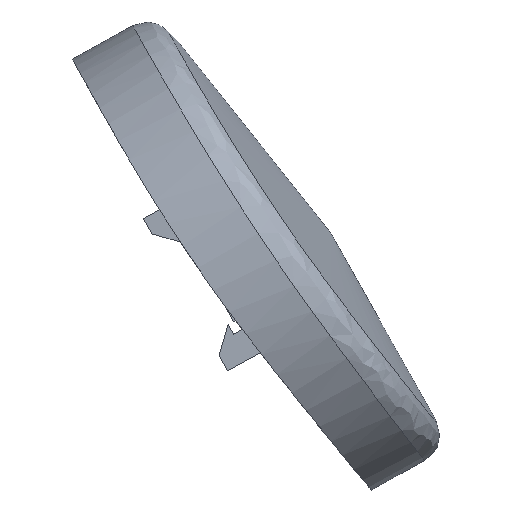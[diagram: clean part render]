
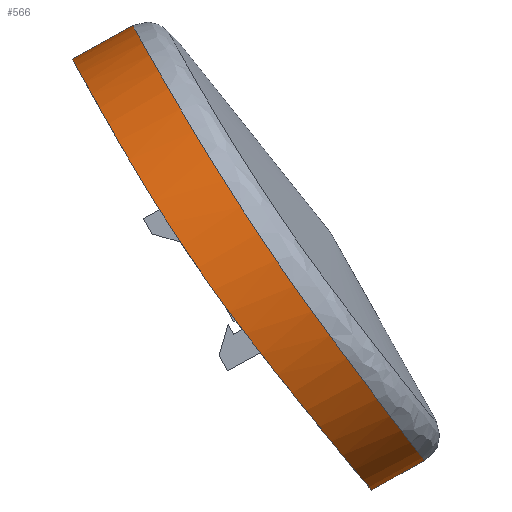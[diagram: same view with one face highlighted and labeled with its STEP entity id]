
A CAD part, left-side view. The second image highlights one B-rep face of the part: STEP entity #566.
In plain terms, the highlighted cylindrical face has radius 9 mm (diameter 18 mm), a full revolution.
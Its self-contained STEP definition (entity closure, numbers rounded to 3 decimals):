
#15=CYLINDRICAL_SURFACE('',#611,9.);
#68=LINE('',#1231,#120);
#120=VECTOR('',#721,9.);
#181=FACE_OUTER_BOUND('',#217,.T.);
#217=EDGE_LOOP('',(#517,#518,#519,#520,#521,#522));
#241=B_SPLINE_CURVE_WITH_KNOTS('',3,(#1155,#1156,#1157,#1158,#1159,#1160,
#1161),.UNSPECIFIED.,.F.,.F.,(4,1,2,4),(0.,4.989,9.977,
10.663),.UNSPECIFIED.);
#242=B_SPLINE_CURVE_WITH_KNOTS('',3,(#1162,#1163,#1164,#1165,#1166,#1167,
#1168,#1169,#1170,#1171,#1172,#1173,#1174,#1175,#1176,#1177,#1178,#1179,
#1180,#1181,#1182),.UNSPECIFIED.,.F.,.F.,(4,1,2,2,2,1,2,1,2,2,2,4),(10.663,
15.728,21.479,24.839,28.199,33.95,
39.701,45.263,50.825,53.251,55.677,
56.824),.UNSPECIFIED.);
#243=B_SPLINE_CURVE_WITH_KNOTS('',3,(#1186,#1187,#1188,#1189,#1190,#1191,
#1192,#1193),.UNSPECIFIED.,.F.,.F.,(4,2,2,4),(-52.28,-51.47,
-47.92,-46.597),.UNSPECIFIED.);
#244=B_SPLINE_CURVE_WITH_KNOTS('',3,(#1194,#1195,#1196,#1197,#1198,#1199,
#1200,#1201,#1202,#1203,#1204,#1205,#1206,#1207,#1208,#1209,#1210,#1211,
#1212,#1213,#1214,#1215,#1216,#1217,#1218,#1219,#1220,#1221,#1222,#1223,
#1224,#1225,#1226,#1227,#1228,#1229,#1230),.UNSPECIFIED.,.F.,.F.,(4,2,2,
2,2,2,2,2,2,2,2,2,2,2,2,3,2,4),(-46.597,-44.421,-40.878,
-37.272,-34.442,-32.097,-29.705,
-26.687,-23.082,-19.576,-16.176,-12.786,
-9.21,-5.961,-3.072,0.,1.851,
4.611),.UNSPECIFIED.);
#293=VERTEX_POINT('',#1127);
#295=VERTEX_POINT('',#1154);
#296=VERTEX_POINT('',#1184);
#297=VERTEX_POINT('',#1185);
#370=EDGE_CURVE('',#293,#295,#241,.T.);
#371=EDGE_CURVE('',#295,#293,#242,.T.);
#372=EDGE_CURVE('',#296,#297,#243,.T.);
#373=EDGE_CURVE('',#297,#296,#244,.T.);
#374=EDGE_CURVE('',#297,#295,#68,.T.);
#517=ORIENTED_EDGE('',*,*,#372,.F.);
#518=ORIENTED_EDGE('',*,*,#373,.F.);
#519=ORIENTED_EDGE('',*,*,#374,.T.);
#520=ORIENTED_EDGE('',*,*,#370,.F.);
#521=ORIENTED_EDGE('',*,*,#371,.F.);
#522=ORIENTED_EDGE('',*,*,#374,.F.);
#566=ADVANCED_FACE('',(#181),#15,.T.);
#611=AXIS2_PLACEMENT_3D('',#1183,#719,#720);
#719=DIRECTION('center_axis',(0.,0.875,-0.483));
#720=DIRECTION('ref_axis',(-1.,0.,0.));
#721=DIRECTION('',(0.,-0.875,0.483));
#1127=CARTESIAN_POINT('',(-512.875,-302.461,1008.967));
#1154=CARTESIAN_POINT('',(-507.345,-297.51,1015.719));
#1155=CARTESIAN_POINT('Ctrl Pts',(-512.875,-302.461,1008.967));
#1156=CARTESIAN_POINT('Ctrl Pts',(-511.347,-302.066,1009.479));
#1157=CARTESIAN_POINT('Ctrl Pts',(-508.666,-300.757,1011.196));
#1158=CARTESIAN_POINT('Ctrl Pts',(-507.496,-298.835,1013.795));
#1159=CARTESIAN_POINT('Ctrl Pts',(-507.353,-297.766,1015.342));
#1160=CARTESIAN_POINT('Ctrl Pts',(-507.344,-297.638,1015.53));
#1161=CARTESIAN_POINT('Ctrl Pts',(-507.345,-297.51,1015.719));
#1162=CARTESIAN_POINT('Ctrl Pts',(-507.345,-297.51,1015.719));
#1163=CARTESIAN_POINT('Ctrl Pts',(-507.347,-296.567,1017.113));
#1164=CARTESIAN_POINT('Ctrl Pts',(-508.372,-294.658,1020.164));
#1165=CARTESIAN_POINT('Ctrl Pts',(-511.286,-293.479,1022.276));
#1166=CARTESIAN_POINT('Ctrl Pts',(-514.11,-292.935,1023.233));
#1167=CARTESIAN_POINT('Ctrl Pts',(-515.228,-292.832,1023.417));
#1168=CARTESIAN_POINT('Ctrl Pts',(-517.464,-292.832,1023.417));
#1169=CARTESIAN_POINT('Ctrl Pts',(-518.582,-292.935,1023.233));
#1170=CARTESIAN_POINT('Ctrl Pts',(-521.406,-293.479,1022.276));
#1171=CARTESIAN_POINT('Ctrl Pts',(-524.506,-294.733,1020.03));
#1172=CARTESIAN_POINT('Ctrl Pts',(-525.468,-296.812,1016.722));
#1173=CARTESIAN_POINT('Ctrl Pts',(-525.182,-298.944,1013.639));
#1174=CARTESIAN_POINT('Ctrl Pts',(-523.754,-301.087,1010.756));
#1175=CARTESIAN_POINT('Ctrl Pts',(-520.52,-302.387,1009.059));
#1176=CARTESIAN_POINT('Ctrl Pts',(-517.96,-302.825,1008.498));
#1177=CARTESIAN_POINT('Ctrl Pts',(-517.153,-302.894,1008.411));
#1178=CARTESIAN_POINT('Ctrl Pts',(-515.539,-302.894,1008.411));
#1179=CARTESIAN_POINT('Ctrl Pts',(-514.732,-302.825,1008.498));
#1180=CARTESIAN_POINT('Ctrl Pts',(-513.588,-302.629,1008.75));
#1181=CARTESIAN_POINT('Ctrl Pts',(-513.227,-302.551,1008.85));
#1182=CARTESIAN_POINT('Ctrl Pts',(-512.875,-302.461,1008.967));
#1183=CARTESIAN_POINT('Origin',(-516.346,-290.587,1011.896));
#1184=CARTESIAN_POINT('',(-509.064,-292.571,1019.032));
#1185=CARTESIAN_POINT('',(-507.346,-295.424,1014.567));
#1186=CARTESIAN_POINT('Ctrl Pts',(-509.064,-292.571,1019.032));
#1187=CARTESIAN_POINT('Ctrl Pts',(-508.906,-292.681,1018.844));
#1188=CARTESIAN_POINT('Ctrl Pts',(-508.757,-292.795,1018.65));
#1189=CARTESIAN_POINT('Ctrl Pts',(-508.013,-293.433,1017.578));
#1190=CARTESIAN_POINT('Ctrl Pts',(-507.613,-294.027,1016.623));
#1191=CARTESIAN_POINT('Ctrl Pts',(-507.378,-294.922,1015.288));
#1192=CARTESIAN_POINT('Ctrl Pts',(-507.346,-295.171,1014.926));
#1193=CARTESIAN_POINT('Ctrl Pts',(-507.346,-295.424,1014.567));
#1194=CARTESIAN_POINT('Ctrl Pts',(-507.346,-295.424,1014.567));
#1195=CARTESIAN_POINT('Ctrl Pts',(-507.346,-295.84,1013.977));
#1196=CARTESIAN_POINT('Ctrl Pts',(-507.432,-296.267,1013.397));
#1197=CARTESIAN_POINT('Ctrl Pts',(-507.878,-297.389,1011.922));
#1198=CARTESIAN_POINT('Ctrl Pts',(-508.374,-298.068,1011.073));
#1199=CARTESIAN_POINT('Ctrl Pts',(-509.76,-299.284,1009.561));
#1200=CARTESIAN_POINT('Ctrl Pts',(-510.645,-299.807,1008.916));
#1201=CARTESIAN_POINT('Ctrl Pts',(-512.47,-300.524,1008.043));
#1202=CARTESIAN_POINT('Ctrl Pts',(-513.346,-300.761,1007.762));
#1203=CARTESIAN_POINT('Ctrl Pts',(-515.023,-301.026,1007.452));
#1204=CARTESIAN_POINT('Ctrl Pts',(-515.803,-301.081,1007.39));
#1205=CARTESIAN_POINT('Ctrl Pts',(-517.384,-301.053,1007.422));
#1206=CARTESIAN_POINT('Ctrl Pts',(-518.175,-300.967,1007.52));
#1207=CARTESIAN_POINT('Ctrl Pts',(-519.901,-300.624,1007.924));
#1208=CARTESIAN_POINT('Ctrl Pts',(-520.807,-300.332,1008.275));
#1209=CARTESIAN_POINT('Ctrl Pts',(-522.588,-299.504,1009.289));
#1210=CARTESIAN_POINT('Ctrl Pts',(-523.406,-298.938,1009.987));
#1211=CARTESIAN_POINT('Ctrl Pts',(-524.63,-297.669,1011.575));
#1212=CARTESIAN_POINT('Ctrl Pts',(-525.037,-296.98,1012.446));
#1213=CARTESIAN_POINT('Ctrl Pts',(-525.409,-295.622,1014.269));
#1214=CARTESIAN_POINT('Ctrl Pts',(-525.383,-294.968,1015.205));
#1215=CARTESIAN_POINT('Ctrl Pts',(-524.911,-293.754,1017.056));
#1216=CARTESIAN_POINT('Ctrl Pts',(-524.47,-293.206,1017.952));
#1217=CARTESIAN_POINT('Ctrl Pts',(-523.187,-292.225,1019.619));
#1218=CARTESIAN_POINT('Ctrl Pts',(-522.337,-291.809,1020.363));
#1219=CARTESIAN_POINT('Ctrl Pts',(-520.446,-291.194,1021.467));
#1220=CARTESIAN_POINT('Ctrl Pts',(-519.444,-290.984,1021.847));
#1221=CARTESIAN_POINT('Ctrl Pts',(-517.452,-290.76,1022.254));
#1222=CARTESIAN_POINT('Ctrl Pts',(-516.485,-290.728,1022.312));
#1223=CARTESIAN_POINT('Ctrl Pts',(-514.506,-290.815,1022.154));
#1224=CARTESIAN_POINT('Ctrl Pts',(-513.51,-290.944,1021.92));
#1225=CARTESIAN_POINT('Ctrl Pts',(-512.58,-291.151,1021.545));
#1226=CARTESIAN_POINT('Ctrl Pts',(-512.019,-291.276,1021.319));
#1227=CARTESIAN_POINT('Ctrl Pts',(-511.487,-291.429,1021.043));
#1228=CARTESIAN_POINT('Ctrl Pts',(-510.252,-291.875,1020.245));
#1229=CARTESIAN_POINT('Ctrl Pts',(-509.602,-292.197,1019.673));
#1230=CARTESIAN_POINT('Ctrl Pts',(-509.064,-292.571,1019.032));
#1231=CARTESIAN_POINT('',(-507.346,-290.587,1011.896));
